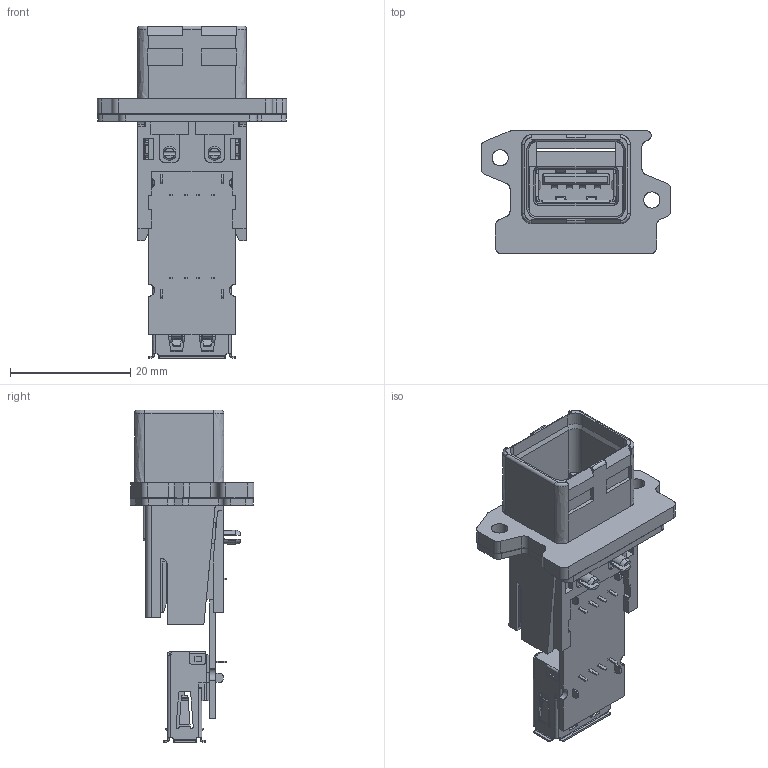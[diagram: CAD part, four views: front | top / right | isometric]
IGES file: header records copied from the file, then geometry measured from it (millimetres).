
Start section: SolidWorks IGES file using analytic representation for surfaces
Global section: file name: KUSB67X-AS1N-2-PM_rA1.IGS; native system: SolidWorks 2014; preprocessor: SolidWorks 2014; author: Ckelleher; date: 160811.115053; units: millimetre
Bounding box: 31.5 x 20.59 x 55.13 mm (x, y, z)
Surface area: 10503.4 mm2 (no closed solid volume)
Topology: 0 solids, 0 shells, 1429 faces, 11382 edges, 11351 vertices
Faces by surface type: bspline 890, revolution 539
